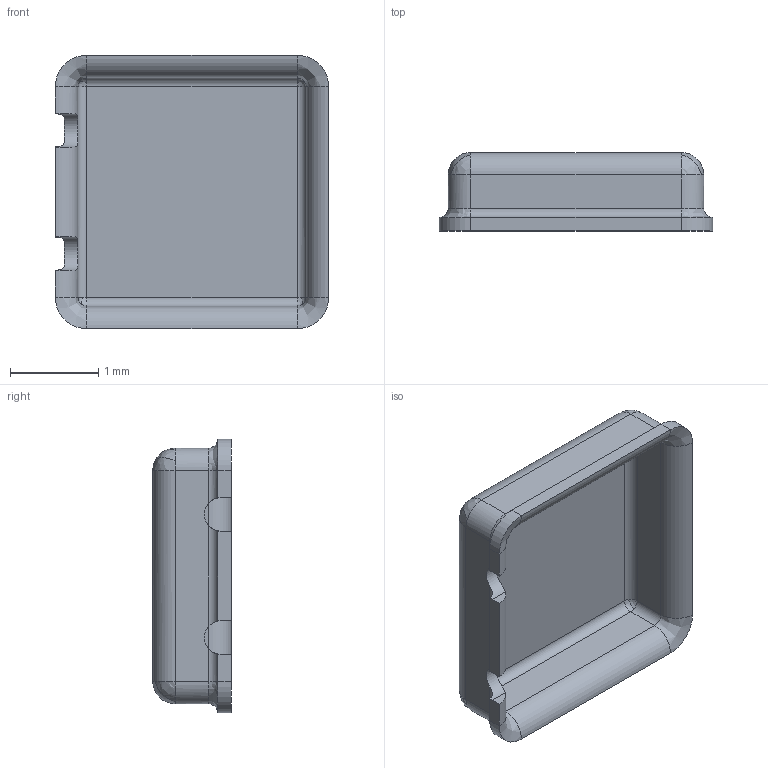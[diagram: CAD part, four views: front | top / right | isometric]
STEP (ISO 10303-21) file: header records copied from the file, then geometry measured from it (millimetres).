
FILE_DESCRIPTION (( 'STEP AP214' ), '1' );
FILE_NAME ('EMI-shield_3690103020.STEP', '2018-01-25T16:56:00', ( '' ), ( '' ), 'SwSTEP 2.0', 'SolidWorks 2018', '' );
FILE_SCHEMA (( 'AUTOMOTIVE_DESIGN' ));
Length unit declared in the file: millimetre
Products named in the file (1): EMI-shield_3690103020
Bounding box: 3.1 x 0.89 x 3.1 mm (x, y, z)
Volume: 2.4 mm3; surface area: 33 mm2
Topology: 1 solids, 1 shells, 78 faces, 196 edges, 104 vertices
Faces by surface type: cylinder 34, bspline 24, plane 20
Entity records: 2584 total; most frequent: CARTESIAN_POINT 825, DIRECTION 382, ORIENTED_EDGE 360, EDGE_CURVE 180, AXIS2_PLACEMENT_3D 155, VERTEX_POINT 104, CIRCLE 100, FACE_OUTER_BOUND 78
